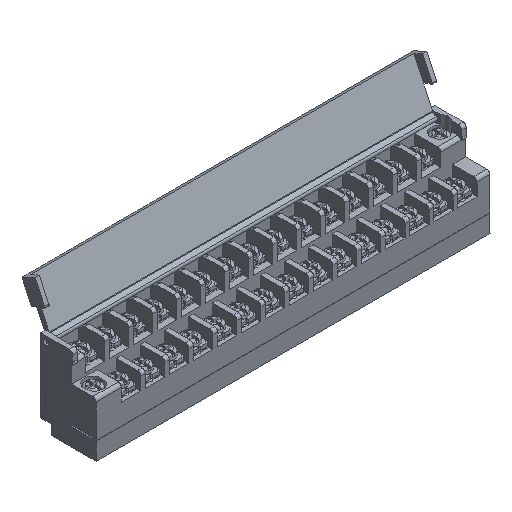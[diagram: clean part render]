
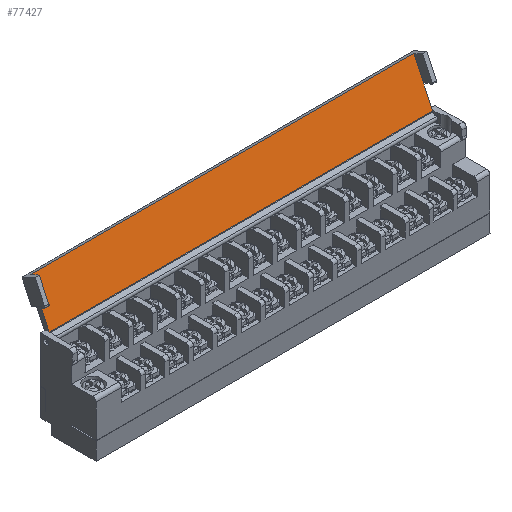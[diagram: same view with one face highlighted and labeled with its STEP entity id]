
A CAD part, isometric view. The second image highlights one B-rep face of the part: STEP entity #77427.
In plain terms, the highlighted planar face has unit normal (0, -0.908, 0.419).
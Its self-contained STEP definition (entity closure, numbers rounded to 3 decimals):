
#58795=CARTESIAN_POINT('',(55.3,7.634,19.784));
#58796=VERTEX_POINT('',#58795);
#58803=CARTESIAN_POINT('',(55.3,4.749,13.541));
#58804=VERTEX_POINT('',#58803);
#58805=CARTESIAN_POINT('',(55.3,7.634,19.784));
#58806=DIRECTION('',(0.,-0.42,-0.908));
#58807=VECTOR('',#58806,6.878);
#58808=LINE('',#58805,#58807);
#58809=EDGE_CURVE('',#58796,#58804,#58808,.T.);
#77381=CARTESIAN_POINT('',(-5.5,7.712,19.953));
#77382=DIRECTION('',(0.,-0.42,-0.908));
#77383=DIRECTION('',(0.,-0.908,0.42));
#77384=AXIS2_PLACEMENT_3D('',#77381,#77383,#77382);
#77385=PLANE('',#77384);
#77386=ORIENTED_EDGE('',*,*,#58809,.F.);
#77387=CARTESIAN_POINT('',(55.3,10.676,26.365));
#77388=VERTEX_POINT('',#77387);
#77389=CARTESIAN_POINT('',(55.3,7.634,19.784));
#77390=DIRECTION('',(0.,0.42,0.908));
#77391=VECTOR('',#77390,7.25);
#77392=LINE('',#77389,#77391);
#77393=EDGE_CURVE('',#58796,#77388,#77392,.T.);
#77394=ORIENTED_EDGE('',*,*,#77393,.T.);
#77395=CARTESIAN_POINT('',(-66.3,10.676,26.365));
#77396=VERTEX_POINT('',#77395);
#77397=CARTESIAN_POINT('',(55.3,10.676,26.365));
#77398=DIRECTION('',(-1.,0.,0.));
#77399=VECTOR('',#77398,121.6);
#77400=LINE('',#77397,#77399);
#77401=EDGE_CURVE('',#77388,#77396,#77400,.T.);
#77402=ORIENTED_EDGE('',*,*,#77401,.T.);
#77403=CARTESIAN_POINT('',(-66.3,7.634,19.784));
#77404=VERTEX_POINT('',#77403);
#77405=CARTESIAN_POINT('',(-66.3,10.676,26.365));
#77406=DIRECTION('',(0.,-0.42,-0.908));
#77407=VECTOR('',#77406,7.25);
#77408=LINE('',#77405,#77407);
#77409=EDGE_CURVE('',#77396,#77404,#77408,.T.);
#77410=ORIENTED_EDGE('',*,*,#77409,.T.);
#77411=CARTESIAN_POINT('',(-66.3,4.749,13.541));
#77412=VERTEX_POINT('',#77411);
#77413=CARTESIAN_POINT('',(-66.3,7.634,19.784));
#77414=DIRECTION('',(0.,-0.42,-0.908));
#77415=VECTOR('',#77414,6.878);
#77416=LINE('',#77413,#77415);
#77417=EDGE_CURVE('',#77404,#77412,#77416,.T.);
#77418=ORIENTED_EDGE('',*,*,#77417,.T.);
#77419=CARTESIAN_POINT('',(-66.3,4.749,13.541));
#77420=DIRECTION('',(1.,0.,0.));
#77421=VECTOR('',#77420,121.6);
#77422=LINE('',#77419,#77421);
#77423=EDGE_CURVE('',#77412,#58804,#77422,.T.);
#77424=ORIENTED_EDGE('',*,*,#77423,.T.);
#77425=EDGE_LOOP('',(#77386,#77394,#77402,#77410,#77418,#77424));
#77426=FACE_OUTER_BOUND('',#77425,.T.);
#77427=ADVANCED_FACE('',(#77426),#77385,.T.);
